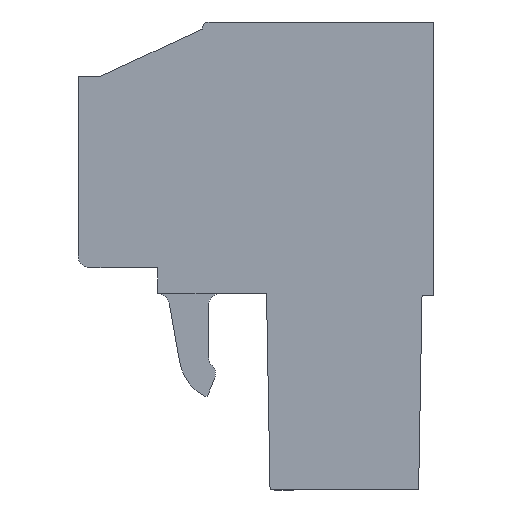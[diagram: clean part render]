
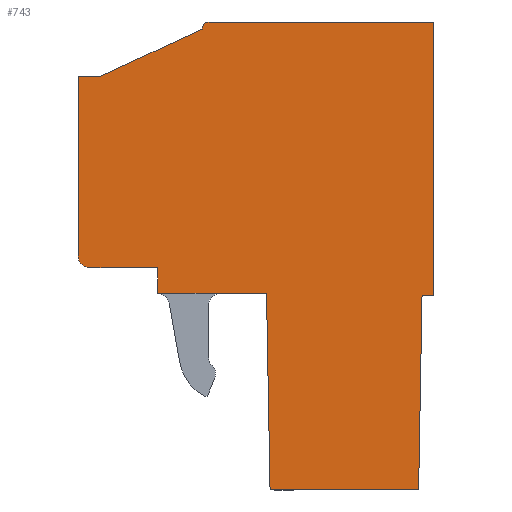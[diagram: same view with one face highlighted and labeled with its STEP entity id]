
A CAD part, left-side view. The second image highlights one B-rep face of the part: STEP entity #743.
In plain terms, the highlighted planar face has unit normal (-1, 0, 0).
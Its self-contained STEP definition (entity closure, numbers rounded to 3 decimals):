
#643=AXIS2_PLACEMENT_3D('Plane Axis2P3D',#640,#641,#642) ;
#647=AXIS2_PLACEMENT_3D('Circle Axis2P3D',#645,#646,$) ;
#675=AXIS2_PLACEMENT_3D('Circle Axis2P3D',#673,#674,$) ;
#383=CARTESIAN_POINT('Vertex',(0.,9.6,20.)) ;
#386=CARTESIAN_POINT('Line Origine',(0.,4.8,20.)) ;
#390=CARTESIAN_POINT('Vertex',(0.,0.,20.)) ;
#621=CARTESIAN_POINT('Line Origine',(0.,0.,14.15)) ;
#625=CARTESIAN_POINT('Vertex',(0.,0.,8.3)) ;
#640=CARTESIAN_POINT('Axis2P3D Location',(0.,0.,0.)) ;
#645=CARTESIAN_POINT('Axis2P3D Location',(0.,9.6,19.7)) ;
#649=CARTESIAN_POINT('Vertex',(0.,9.9,19.7)) ;
#652=CARTESIAN_POINT('Line Origine',(0.,12.066,18.69)) ;
#656=CARTESIAN_POINT('Vertex',(0.,14.232,17.68)) ;
#659=CARTESIAN_POINT('Line Origine',(0.,14.716,17.68)) ;
#663=CARTESIAN_POINT('Vertex',(0.,15.2,17.68)) ;
#666=CARTESIAN_POINT('Line Origine',(0.,15.2,13.84)) ;
#670=CARTESIAN_POINT('Vertex',(0.,15.2,10.)) ;
#673=CARTESIAN_POINT('Axis2P3D Location',(0.,14.7,10.)) ;
#677=CARTESIAN_POINT('Vertex',(0.,14.7,9.5)) ;
#680=CARTESIAN_POINT('Line Origine',(0.,13.25,9.5)) ;
#684=CARTESIAN_POINT('Vertex',(0.,11.8,9.5)) ;
#687=CARTESIAN_POINT('Line Origine',(0.,11.8,8.95)) ;
#691=CARTESIAN_POINT('Vertex',(0.,11.8,8.4)) ;
#694=CARTESIAN_POINT('Line Origine',(0.,9.475,8.4)) ;
#698=CARTESIAN_POINT('Vertex',(0.,7.15,8.4)) ;
#701=CARTESIAN_POINT('Line Origine',(0.,7.075,4.2)) ;
#705=CARTESIAN_POINT('Vertex',(0.,7.,0.)) ;
#708=CARTESIAN_POINT('Line Origine',(0.,3.825,0.)) ;
#712=CARTESIAN_POINT('Vertex',(0.,0.65,0.)) ;
#715=CARTESIAN_POINT('Line Origine',(0.,0.578,4.15)) ;
#719=CARTESIAN_POINT('Vertex',(0.,0.505,8.3)) ;
#722=CARTESIAN_POINT('Line Origine',(0.,0.253,8.3)) ;
#387=DIRECTION('Vector Direction',(0.,1.,0.)) ;
#622=DIRECTION('Vector Direction',(0.,0.,1.)) ;
#641=DIRECTION('Axis2P3D Direction',(-1.,0.,0.)) ;
#642=DIRECTION('Axis2P3D XDirection',(0.,0.,1.)) ;
#646=DIRECTION('Axis2P3D Direction',(-1.,0.,0.)) ;
#653=DIRECTION('Vector Direction',(0.,0.906,-0.423)) ;
#660=DIRECTION('Vector Direction',(0.,1.,0.)) ;
#667=DIRECTION('Vector Direction',(0.,0.,-1.)) ;
#674=DIRECTION('Axis2P3D Direction',(-1.,0.,0.)) ;
#681=DIRECTION('Vector Direction',(0.,-1.,0.)) ;
#688=DIRECTION('Vector Direction',(0.,0.,-1.)) ;
#695=DIRECTION('Vector Direction',(0.,-1.,0.)) ;
#702=DIRECTION('Vector Direction',(0.,-0.018,-1.)) ;
#709=DIRECTION('Vector Direction',(0.,-1.,0.)) ;
#716=DIRECTION('Vector Direction',(0.,-0.017,1.)) ;
#723=DIRECTION('Vector Direction',(0.,-1.,0.)) ;
#388=VECTOR('Line Direction',#387,1.) ;
#623=VECTOR('Line Direction',#622,1.) ;
#654=VECTOR('Line Direction',#653,1.) ;
#661=VECTOR('Line Direction',#660,1.) ;
#668=VECTOR('Line Direction',#667,1.) ;
#682=VECTOR('Line Direction',#681,1.) ;
#689=VECTOR('Line Direction',#688,1.) ;
#696=VECTOR('Line Direction',#695,1.) ;
#703=VECTOR('Line Direction',#702,1.) ;
#710=VECTOR('Line Direction',#709,1.) ;
#717=VECTOR('Line Direction',#716,1.) ;
#724=VECTOR('Line Direction',#723,1.) ;
#728=ORIENTED_EDGE('',*,*,#392,.T.) ;
#729=ORIENTED_EDGE('',*,*,#651,.T.) ;
#730=ORIENTED_EDGE('',*,*,#658,.T.) ;
#731=ORIENTED_EDGE('',*,*,#665,.T.) ;
#732=ORIENTED_EDGE('',*,*,#672,.T.) ;
#733=ORIENTED_EDGE('',*,*,#679,.T.) ;
#734=ORIENTED_EDGE('',*,*,#686,.T.) ;
#735=ORIENTED_EDGE('',*,*,#693,.T.) ;
#736=ORIENTED_EDGE('',*,*,#700,.T.) ;
#737=ORIENTED_EDGE('',*,*,#707,.T.) ;
#738=ORIENTED_EDGE('',*,*,#714,.T.) ;
#739=ORIENTED_EDGE('',*,*,#721,.T.) ;
#740=ORIENTED_EDGE('',*,*,#726,.T.) ;
#741=ORIENTED_EDGE('',*,*,#627,.T.) ;
#743=ADVANCED_FACE('PartBody',(#742),#644,.T.) ;
#648=CIRCLE('generated circle',#647,0.3) ;
#676=CIRCLE('generated circle',#675,0.5) ;
#392=EDGE_CURVE('',#391,#384,#389,.T.) ;
#627=EDGE_CURVE('',#626,#391,#624,.T.) ;
#651=EDGE_CURVE('',#384,#650,#648,.T.) ;
#658=EDGE_CURVE('',#650,#657,#655,.T.) ;
#665=EDGE_CURVE('',#657,#664,#662,.T.) ;
#672=EDGE_CURVE('',#664,#671,#669,.T.) ;
#679=EDGE_CURVE('',#671,#678,#676,.T.) ;
#686=EDGE_CURVE('',#678,#685,#683,.T.) ;
#693=EDGE_CURVE('',#685,#692,#690,.T.) ;
#700=EDGE_CURVE('',#692,#699,#697,.T.) ;
#707=EDGE_CURVE('',#699,#706,#704,.T.) ;
#714=EDGE_CURVE('',#706,#713,#711,.T.) ;
#721=EDGE_CURVE('',#713,#720,#718,.T.) ;
#726=EDGE_CURVE('',#720,#626,#725,.T.) ;
#727=EDGE_LOOP('',(#728,#729,#730,#731,#732,#733,#734,#735,#736,#737,#738,#739,#740,#741)) ;
#742=FACE_OUTER_BOUND('',#727,.T.) ;
#389=LINE('Line',#386,#388) ;
#624=LINE('Line',#621,#623) ;
#655=LINE('Line',#652,#654) ;
#662=LINE('Line',#659,#661) ;
#669=LINE('Line',#666,#668) ;
#683=LINE('Line',#680,#682) ;
#690=LINE('Line',#687,#689) ;
#697=LINE('Line',#694,#696) ;
#704=LINE('Line',#701,#703) ;
#711=LINE('Line',#708,#710) ;
#718=LINE('Line',#715,#717) ;
#725=LINE('Line',#722,#724) ;
#644=PLANE('',#643) ;
#384=VERTEX_POINT('',#383) ;
#391=VERTEX_POINT('',#390) ;
#626=VERTEX_POINT('',#625) ;
#650=VERTEX_POINT('',#649) ;
#657=VERTEX_POINT('',#656) ;
#664=VERTEX_POINT('',#663) ;
#671=VERTEX_POINT('',#670) ;
#678=VERTEX_POINT('',#677) ;
#685=VERTEX_POINT('',#684) ;
#692=VERTEX_POINT('',#691) ;
#699=VERTEX_POINT('',#698) ;
#706=VERTEX_POINT('',#705) ;
#713=VERTEX_POINT('',#712) ;
#720=VERTEX_POINT('',#719) ;
